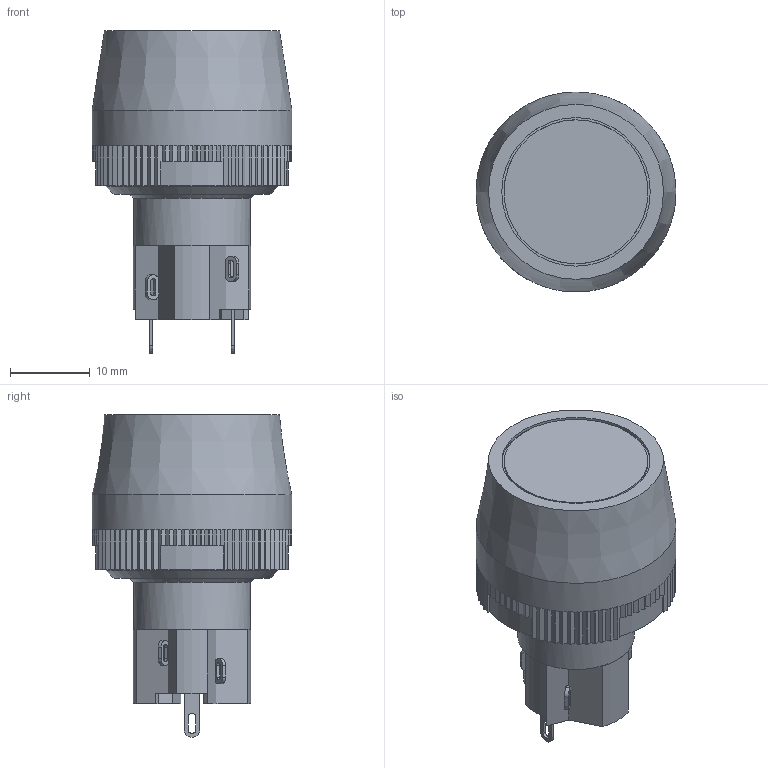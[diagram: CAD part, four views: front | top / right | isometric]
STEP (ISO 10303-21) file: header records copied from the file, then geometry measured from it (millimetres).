
FILE_DESCRIPTION((' '),'2;1');
FILE_NAME('LASxxV11xxxxxxx.stp','2017-07-31T15:44:50',(' '),(' '),' ','ACIS',' ');
FILE_SCHEMA(('CONFIG_CONTROL_DESIGN'));
Length unit declared in the file: inch
Products named in the file (1): LASxxV11xxxxxxx.stp
Bounding box: 25 x 25 x 40.38 mm (x, y, z)
Volume: 8596.1 mm3; surface area: 6598.6 mm2
Topology: 1 solids, 13 shells, 657 faces, 1800 edges, 1192 vertices
Faces by surface type: plane 492, cylinder 99, bspline 54, cone 9, torus 3
Full cylindrical faces by diameter (mm): 3.2 x2, 3.5 x1, 7 x1, 13 x1, 14.5 x2, 14.6 x1, 18 x2, 18.3 x1, 18.575 x1, 20 x1, 21 x1, 21.5 x2, 22 x1, 23 x1, 25 x1
Entity records: 21291 total; most frequent: CARTESIAN_POINT 4666, ORIENTED_EDGE 3530, DIRECTION 3246, EDGE_CURVE 1765, VECTOR 1240, LINE 1240, VERTEX_POINT 1184, AXIS2_PLACEMENT_3D 1003
